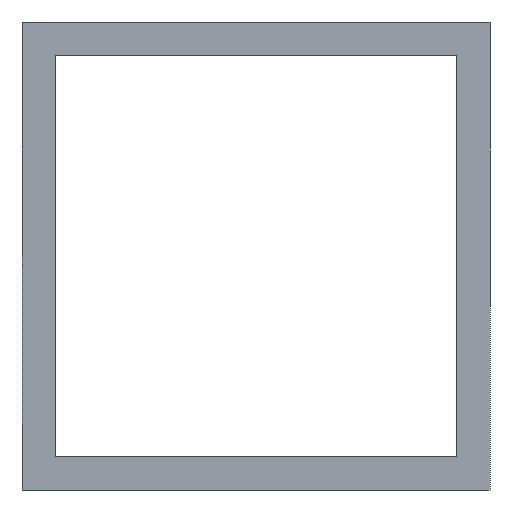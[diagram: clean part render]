
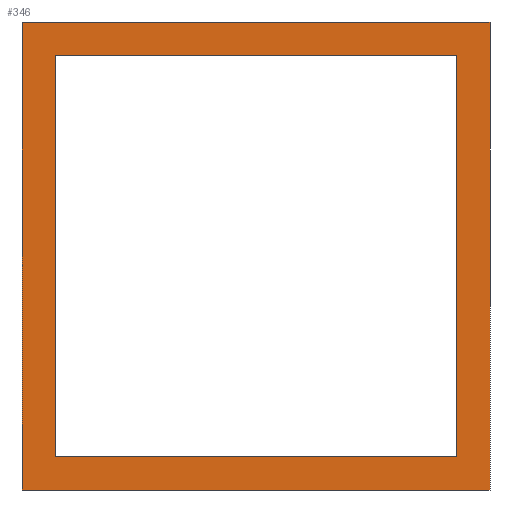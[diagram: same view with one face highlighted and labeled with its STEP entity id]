
A CAD part, front view. The second image highlights one B-rep face of the part: STEP entity #346.
In plain terms, the highlighted planar face has unit normal (0, -1, 0).
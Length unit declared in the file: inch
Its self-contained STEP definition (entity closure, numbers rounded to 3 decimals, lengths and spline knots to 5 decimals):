
#23=LINE('',#564,#47);
#24=LINE('',#566,#48);
#25=LINE('',#568,#49);
#26=LINE('',#569,#50);
#27=LINE('',#572,#51);
#28=LINE('',#574,#52);
#29=LINE('',#576,#53);
#30=LINE('',#577,#54);
#47=VECTOR('',#471,39.37008);
#48=VECTOR('',#472,39.37008);
#49=VECTOR('',#473,39.37008);
#50=VECTOR('',#474,39.37008);
#51=VECTOR('',#475,39.37008);
#52=VECTOR('',#476,39.37008);
#53=VECTOR('',#477,39.37008);
#54=VECTOR('',#478,39.37008);
#64=PLANE('',#400);
#82=FACE_BOUND('',#136,.T.);
#108=FACE_OUTER_BOUND('',#135,.T.);
#135=EDGE_LOOP('',(#273,#274,#275,#276));
#136=EDGE_LOOP('',(#277,#278,#279,#280));
#201=VERTEX_POINT('',#562);
#202=VERTEX_POINT('',#563);
#203=VERTEX_POINT('',#565);
#204=VERTEX_POINT('',#567);
#205=VERTEX_POINT('',#570);
#206=VERTEX_POINT('',#571);
#207=VERTEX_POINT('',#573);
#208=VERTEX_POINT('',#575);
#233=EDGE_CURVE('',#201,#202,#23,.T.);
#234=EDGE_CURVE('',#203,#201,#24,.T.);
#235=EDGE_CURVE('',#204,#203,#25,.T.);
#236=EDGE_CURVE('',#202,#204,#26,.T.);
#237=EDGE_CURVE('',#205,#206,#27,.T.);
#238=EDGE_CURVE('',#206,#207,#28,.T.);
#239=EDGE_CURVE('',#207,#208,#29,.T.);
#240=EDGE_CURVE('',#208,#205,#30,.T.);
#273=ORIENTED_EDGE('',*,*,#233,.F.);
#274=ORIENTED_EDGE('',*,*,#234,.F.);
#275=ORIENTED_EDGE('',*,*,#235,.F.);
#276=ORIENTED_EDGE('',*,*,#236,.F.);
#277=ORIENTED_EDGE('',*,*,#237,.T.);
#278=ORIENTED_EDGE('',*,*,#238,.T.);
#279=ORIENTED_EDGE('',*,*,#239,.T.);
#280=ORIENTED_EDGE('',*,*,#240,.T.);
#346=ADVANCED_FACE('',(#108,#82),#64,.T.);
#400=AXIS2_PLACEMENT_3D('',#561,#469,#470);
#469=DIRECTION('center_axis',(0.,-1.,0.));
#470=DIRECTION('ref_axis',(0.,0.,-1.));
#471=DIRECTION('',(0.,0.,1.));
#472=DIRECTION('',(-1.,0.,0.));
#473=DIRECTION('',(0.,0.,-1.));
#474=DIRECTION('',(1.,0.,0.));
#475=DIRECTION('',(0.,0.,1.));
#476=DIRECTION('',(1.,0.,0.));
#477=DIRECTION('',(0.,0.,-1.));
#478=DIRECTION('',(-1.,0.,0.));
#561=CARTESIAN_POINT('Origin',(0.,0.,0.));
#562=CARTESIAN_POINT('',(0.,0.,-1.75));
#563=CARTESIAN_POINT('',(0.,0.,0.));
#564=CARTESIAN_POINT('',(0.,0.,0.));
#565=CARTESIAN_POINT('',(1.75,0.,-1.75));
#566=CARTESIAN_POINT('',(0.,0.,-1.75));
#567=CARTESIAN_POINT('',(1.75,0.,0.));
#568=CARTESIAN_POINT('',(1.75,0.,0.));
#569=CARTESIAN_POINT('',(0.,0.,0.));
#570=CARTESIAN_POINT('',(0.125,0.,-1.625));
#571=CARTESIAN_POINT('',(0.125,0.,-0.125));
#572=CARTESIAN_POINT('',(0.125,0.,-0.125));
#573=CARTESIAN_POINT('',(1.625,0.,-0.125));
#574=CARTESIAN_POINT('',(0.125,0.,-0.125));
#575=CARTESIAN_POINT('',(1.625,0.,-1.625));
#576=CARTESIAN_POINT('',(1.625,0.,-0.125));
#577=CARTESIAN_POINT('',(0.125,0.,-1.625));
